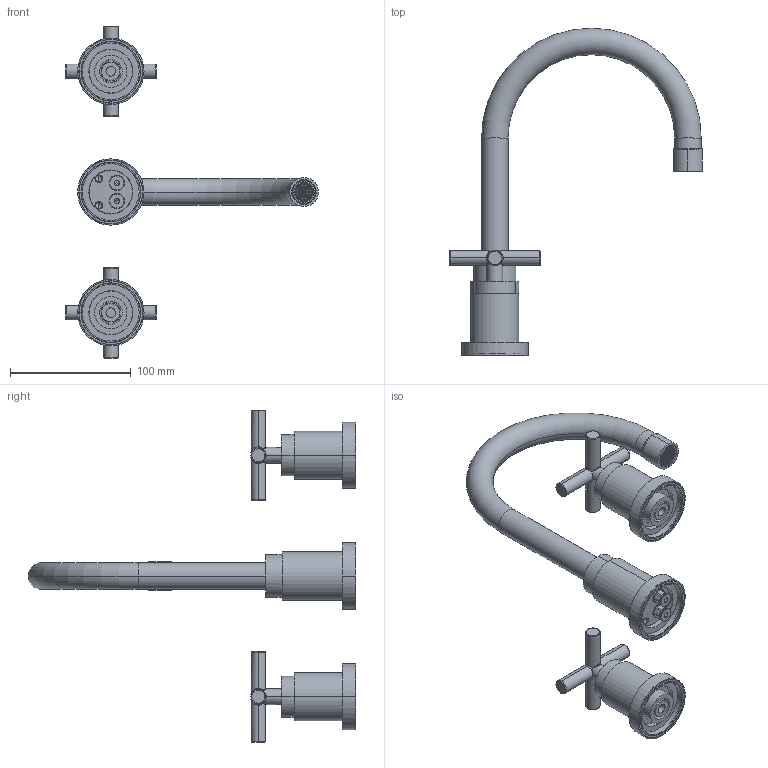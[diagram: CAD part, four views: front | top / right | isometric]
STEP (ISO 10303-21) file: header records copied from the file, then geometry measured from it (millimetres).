
FILE_DESCRIPTION((''),'2;1');
FILE_NAME('QTV052CR','2021-09-30T10:51:29',('ut3'),('PAFFONI SpA'),'CREO PARAMETRIC BY PTC INC, 2020044','CREO PARAMETRIC BY PTC INC, 2020044','');
FILE_SCHEMA(('CONFIG_CONTROL_DESIGN','SHAPE_APPEARANCE_LAYERS_GROUPS'));
Length unit declared in the file: millimetre
Products named in the file (1): QTV052CR
Bounding box: 209.5 x 271.2 x 275 mm (x, y, z)
Volume: 290633.3 mm3; surface area: 147173.4 mm2
Topology: 8 solids, 8 shells, 2522 faces, 7424 edges, 4834 vertices
Faces by surface type: plane 1948, cylinder 334, cone 118, torus 70, bspline 44, sphere 8
Entity records: 109617 total; most frequent: CARTESIAN_POINT 21691, ORIENTED_EDGE 14824, DIRECTION 13818, EDGE_CURVE 7412, VERTEX_POINT 4834, AXIS2_PLACEMENT_3D 4610, VECTOR 4598, LINE 4598
